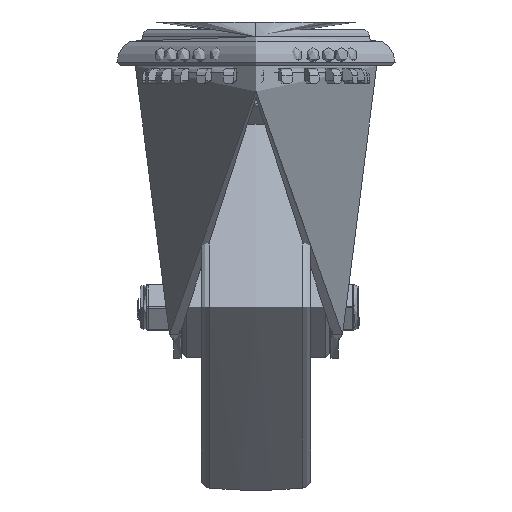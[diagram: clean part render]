
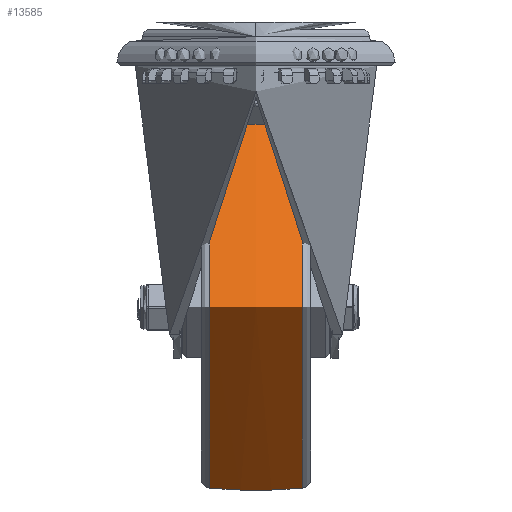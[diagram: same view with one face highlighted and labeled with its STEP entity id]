
A CAD part, left-side view. The second image highlights one B-rep face of the part: STEP entity #13585.
In plain terms, the highlighted free-form (B-spline) face has degree [2, 2] with [3, 9] control points.
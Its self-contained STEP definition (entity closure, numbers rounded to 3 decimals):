
#27=(
BOUNDED_SURFACE()
B_SPLINE_SURFACE(2,2,((#33361,#33362,#33363,#33364,#33365,#33366,#33367,
#33368,#33369),(#33370,#33371,#33372,#33373,#33374,#33375,#33376,#33377,
#33378),(#33379,#33380,#33381,#33382,#33383,#33384,#33385,#33386,#33387)),
 .UNSPECIFIED.,.F.,.T.,.F.)
B_SPLINE_SURFACE_WITH_KNOTS((3,3),(3,2,2,2,3),(-0.085,0.085),
(-3.142,-1.571,0.,1.571,3.142),
 .UNSPECIFIED.)
GEOMETRIC_REPRESENTATION_ITEM()
RATIONAL_B_SPLINE_SURFACE(((1.,0.707,1.,0.707,1.,
0.707,1.,0.707,1.),(0.996,0.705,
0.996,0.705,0.996,0.705,
0.996,0.705,0.996),(1.,0.707,
1.,0.707,1.,0.707,1.,0.707,1.)))
REPRESENTATION_ITEM('')
SURFACE()
);
#3623=CIRCLE('',#15063,49.462);
#3624=CIRCLE('',#15064,150.375);
#3625=CIRCLE('',#15065,49.462);
#4341=FACE_OUTER_BOUND('',#5150,.T.);
#5150=EDGE_LOOP('',(#11826,#11827,#11828,#11829));
#6639=VERTEX_POINT('',#33358);
#6640=VERTEX_POINT('',#33388);
#8414=EDGE_CURVE('',#6639,#6639,#3623,.T.);
#8415=EDGE_CURVE('',#6639,#6640,#3624,.T.);
#8416=EDGE_CURVE('',#6640,#6640,#3625,.T.);
#11826=ORIENTED_EDGE('',*,*,#8414,.F.);
#11827=ORIENTED_EDGE('',*,*,#8415,.T.);
#11828=ORIENTED_EDGE('',*,*,#8416,.T.);
#11829=ORIENTED_EDGE('',*,*,#8415,.F.);
#13585=ADVANCED_FACE('',(#4341),#27,.F.);
#15063=AXIS2_PLACEMENT_3D('',#33360,#18348,#18349);
#15064=AXIS2_PLACEMENT_3D('',#33389,#18350,#18351);
#15065=AXIS2_PLACEMENT_3D('',#33390,#18352,#18353);
#18348=DIRECTION('center_axis',(0.,1.,0.));
#18349=DIRECTION('ref_axis',(0.,0.,1.));
#18350=DIRECTION('center_axis',(-1.,0.,0.));
#18351=DIRECTION('ref_axis',(0.,0.,-1.));
#18352=DIRECTION('center_axis',(0.,1.,0.));
#18353=DIRECTION('ref_axis',(0.,0.,1.));
#33358=CARTESIAN_POINT('',(0.,12.711,-49.462));
#33360=CARTESIAN_POINT('Origin',(0.,12.711,0.));
#33361=CARTESIAN_POINT('Ctrl Pts',(0.,-12.711,-49.462));
#33362=CARTESIAN_POINT('Ctrl Pts',(-49.462,-12.711,
-49.462));
#33363=CARTESIAN_POINT('Ctrl Pts',(-49.462,-12.711,
0.));
#33364=CARTESIAN_POINT('Ctrl Pts',(-49.462,-12.711,
49.462));
#33365=CARTESIAN_POINT('Ctrl Pts',(0.,-12.711,49.462));
#33366=CARTESIAN_POINT('Ctrl Pts',(49.462,-12.711,49.462));
#33367=CARTESIAN_POINT('Ctrl Pts',(49.462,-12.711,0.));
#33368=CARTESIAN_POINT('Ctrl Pts',(49.462,-12.711,-49.462));
#33369=CARTESIAN_POINT('Ctrl Pts',(0.,-12.711,-49.462));
#33370=CARTESIAN_POINT('Ctrl Pts',(0.,0.,-50.54));
#33371=CARTESIAN_POINT('Ctrl Pts',(-50.54,0.,
-50.54));
#33372=CARTESIAN_POINT('Ctrl Pts',(-50.54,0.,
0.));
#33373=CARTESIAN_POINT('Ctrl Pts',(-50.54,0.,
50.54));
#33374=CARTESIAN_POINT('Ctrl Pts',(0.,0.,50.54));
#33375=CARTESIAN_POINT('Ctrl Pts',(50.54,0.,
50.54));
#33376=CARTESIAN_POINT('Ctrl Pts',(50.54,0.,
0.));
#33377=CARTESIAN_POINT('Ctrl Pts',(50.54,0.,
-50.54));
#33378=CARTESIAN_POINT('Ctrl Pts',(0.,0.,-50.54));
#33379=CARTESIAN_POINT('Ctrl Pts',(0.,12.711,-49.462));
#33380=CARTESIAN_POINT('Ctrl Pts',(-49.462,12.711,-49.462));
#33381=CARTESIAN_POINT('Ctrl Pts',(-49.462,12.711,0.));
#33382=CARTESIAN_POINT('Ctrl Pts',(-49.462,12.711,49.462));
#33383=CARTESIAN_POINT('Ctrl Pts',(0.,12.711,49.462));
#33384=CARTESIAN_POINT('Ctrl Pts',(49.462,12.711,49.462));
#33385=CARTESIAN_POINT('Ctrl Pts',(49.462,12.711,0.));
#33386=CARTESIAN_POINT('Ctrl Pts',(49.462,12.711,-49.462));
#33387=CARTESIAN_POINT('Ctrl Pts',(0.,12.711,-49.462));
#33388=CARTESIAN_POINT('',(0.,-12.711,-49.462));
#33389=CARTESIAN_POINT('Origin',(0.,0.,
100.375));
#33390=CARTESIAN_POINT('Origin',(0.,-12.711,0.));
